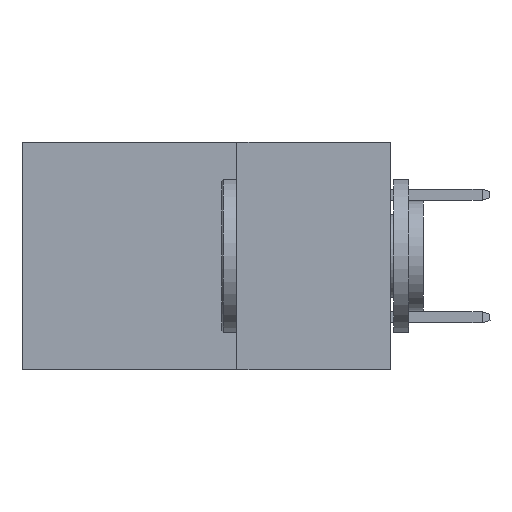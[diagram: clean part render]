
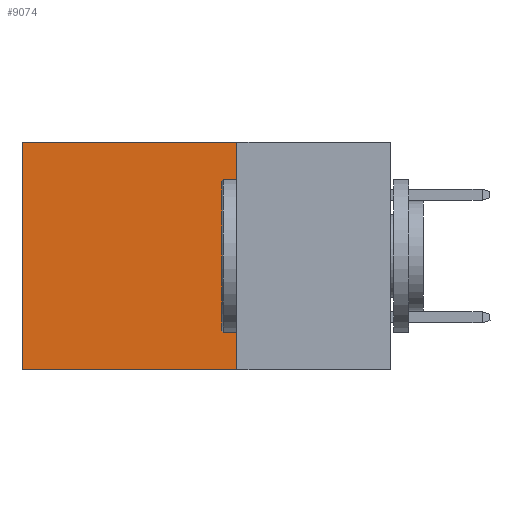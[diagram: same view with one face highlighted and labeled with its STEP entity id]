
A CAD part, left-side view. The second image highlights one B-rep face of the part: STEP entity #9074.
In plain terms, the highlighted planar face has unit normal (-1, 0, 0).
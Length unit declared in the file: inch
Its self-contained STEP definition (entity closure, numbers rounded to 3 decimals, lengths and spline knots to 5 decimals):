
#967 = ORIENTED_EDGE ( 'NONE', *, *, #9223, .T. ) ;
#1207 = VERTEX_POINT ( 'NONE', #3715 ) ;
#1426 = EDGE_LOOP ( 'NONE', ( #967, #5822, #6748, #5292 ) ) ;
#1563 = CARTESIAN_POINT ( 'NONE',  ( 0.2875, 0.25, -0.37 ) ) ;
#1650 = CARTESIAN_POINT ( 'NONE',  ( 0.2875, 0.25, 0. ) ) ;
#1969 = CARTESIAN_POINT ( 'NONE',  ( 0.2875, 0.25, -0.37 ) ) ;
#2066 = DIRECTION ( 'NONE',  ( 0., 0., -1. ) ) ;
#2070 = VERTEX_POINT ( 'NONE', #8777 ) ;
#2144 = LINE ( 'NONE', #8381, #2277 ) ;
#2235 = VERTEX_POINT ( 'NONE', #1563 ) ;
#2253 = LINE ( 'NONE', #1650, #11485 ) ;
#2277 = VECTOR ( 'NONE', #9266, 39.37008 ) ;
#2807 = VECTOR ( 'NONE', #6410, 39.37008 ) ;
#2891 = DIRECTION ( 'NONE',  ( 0., 1., 0. ) ) ;
#3065 = CARTESIAN_POINT ( 'NONE',  ( 0.2875, 0.6, 0. ) ) ;
#3715 = CARTESIAN_POINT ( 'NONE',  ( 0.2875, 0.6, -0.37 ) ) ;
#3718 = AXIS2_PLACEMENT_3D ( 'NONE', #8448, #4010, #2066 ) ;
#4010 = DIRECTION ( 'NONE',  ( 1., 0., 0. ) ) ;
#4382 = LINE ( 'NONE', #1969, #8835 ) ;
#5292 = ORIENTED_EDGE ( 'NONE', *, *, #6986, .T. ) ;
#5596 = VERTEX_POINT ( 'NONE', #3065 ) ;
#5822 = ORIENTED_EDGE ( 'NONE', *, *, #7150, .F. ) ;
#5893 = FACE_OUTER_BOUND ( 'NONE', #1426, .T. ) ;
#6152 = EDGE_CURVE ( 'NONE', #2070, #2235, #2144, .T. ) ;
#6196 = DIRECTION ( 'NONE',  ( 0., 1., 0. ) ) ;
#6410 = DIRECTION ( 'NONE',  ( 0., 0., -1. ) ) ;
#6748 = ORIENTED_EDGE ( 'NONE', *, *, #6152, .F. ) ;
#6986 = EDGE_CURVE ( 'NONE', #2070, #5596, #2253, .T. ) ;
#7024 = LINE ( 'NONE', #8253, #2807 ) ;
#7150 = EDGE_CURVE ( 'NONE', #2235, #1207, #4382, .T. ) ;
#8253 = CARTESIAN_POINT ( 'NONE',  ( 0.2875, 0.6, 0. ) ) ;
#8297 = PLANE ( 'NONE',  #3718 ) ;
#8381 = CARTESIAN_POINT ( 'NONE',  ( 0.2875, 0.25, 0. ) ) ;
#8448 = CARTESIAN_POINT ( 'NONE',  ( 0.2875, 0.25, 0. ) ) ;
#8777 = CARTESIAN_POINT ( 'NONE',  ( 0.2875, 0.25, 0. ) ) ;
#8835 = VECTOR ( 'NONE', #2891, 39.37008 ) ;
#9074 = ADVANCED_FACE ( 'NONE', ( #5893 ), #8297, .F. ) ;
#9223 = EDGE_CURVE ( 'NONE', #5596, #1207, #7024, .T. ) ;
#9266 = DIRECTION ( 'NONE',  ( 0., 0., -1. ) ) ;
#11485 = VECTOR ( 'NONE', #6196, 39.37008 ) ;
